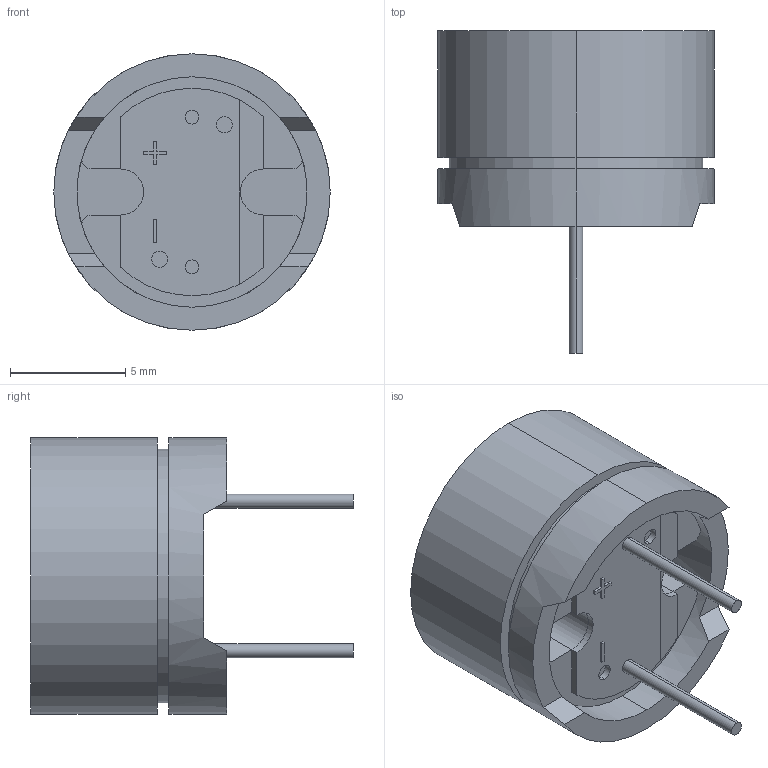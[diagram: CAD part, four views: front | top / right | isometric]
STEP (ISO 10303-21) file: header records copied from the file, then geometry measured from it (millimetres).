
FILE_DESCRIPTION (( 'STEP AP214' ), '1' );
FILE_NAME ('CEM-1203(42).STEP', '2020-06-17T17:14:03', ( '' ), ( '' ), 'SwSTEP 2.0', 'SolidWorks 2017', '' );
FILE_SCHEMA (( 'AUTOMOTIVE_DESIGN' ));
Length unit declared in the file: millimetre
Products named in the file (1): CEM-1203(42)
Bounding box: 12 x 14 x 12 mm (x, y, z)
Volume: 815.8 mm3; surface area: 788.9 mm2
Topology: 7 solids, 7 shells, 100 faces, 243 edges, 162 vertices
Faces by surface type: plane 67, cylinder 33
Entity records: 3041 total; most frequent: CARTESIAN_POINT 530, DIRECTION 515, ORIENTED_EDGE 486, EDGE_CURVE 243, AXIS2_PLACEMENT_3D 179, VERTEX_POINT 162, VECTOR 157, LINE 157
